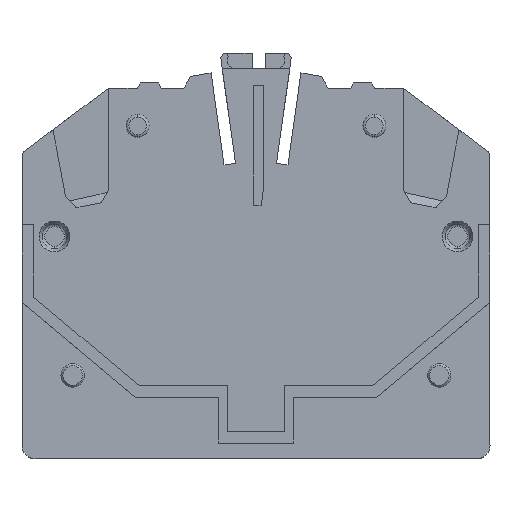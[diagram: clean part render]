
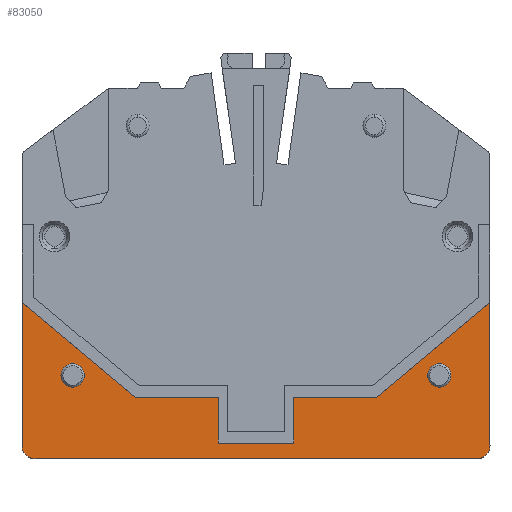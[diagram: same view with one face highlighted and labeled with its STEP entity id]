
A CAD part, top view. The second image highlights one B-rep face of the part: STEP entity #83050.
In plain terms, the highlighted face is planar.
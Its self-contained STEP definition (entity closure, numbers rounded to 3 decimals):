
#520=CARTESIAN_POINT('',(-26.838,-1.882,
-2.6));
#530=VERTEX_POINT('',#520);
#690=CARTESIAN_POINT('',(-27.838,-0.882,
-2.6));
#700=VERTEX_POINT('',#690);
#730=CARTESIAN_POINT('',(-27.838,-1.882,
-2.6));
#740=DIRECTION('',(0.,0.,-1.));
#750=DIRECTION('',(0.,-1.,0.));
#760=AXIS2_PLACEMENT_3D('',#730,#740,#750);
#770=CIRCLE('',#760,1.);
#780=EDGE_CURVE('',#700,#530,#770,.T.);
#1340=CARTESIAN_POINT('',(-27.838,-36.882,
-2.6));
#1350=VERTEX_POINT('',#1340);
#1510=CARTESIAN_POINT('',(-26.838,-35.882,
-2.6));
#1520=VERTEX_POINT('',#1510);
#1550=CARTESIAN_POINT('',(-27.838,-35.882,
-2.6));
#1560=DIRECTION('',(0.,0.,-1.));
#1570=DIRECTION('',(0.,-1.,0.));
#1580=AXIS2_PLACEMENT_3D('',#1550,#1560,#1570);
#1590=CIRCLE('',#1580,1.);
#1600=EDGE_CURVE('',#1520,#1350,#1590,.T.);
#1700=CARTESIAN_POINT('',(0.,-21.782,-2.6));
#1710=DIRECTION('',(-1.,0.,0.));
#1720=VECTOR('',#1710,1.);
#1730=LINE('',#1700,#1720);
#1740=CARTESIAN_POINT('',(-28.038,-21.782,
-2.6));
#1750=VERTEX_POINT('',#1740);
#1760=CARTESIAN_POINT('',(-31.538,-21.782,
-2.6));
#1770=VERTEX_POINT('',#1760);
#1780=EDGE_CURVE('',#1750,#1770,#1730,.T.);
#6570=CARTESIAN_POINT('',(-26.838,0.,-2.6));
#6580=DIRECTION('',(0.,1.,0.));
#6590=VECTOR('',#6580,1.);
#6600=LINE('',#6570,#6590);
#6610=EDGE_CURVE('',#1520,#530,#6600,.T.);
#7620=CARTESIAN_POINT('',(0.,-15.982,-2.6));
#7630=DIRECTION('',(1.,0.,0.));
#7640=VECTOR('',#7630,1.);
#7650=LINE('',#7620,#7640);
#7660=CARTESIAN_POINT('',(-31.538,-15.982,
-2.6));
#7670=VERTEX_POINT('',#7660);
#7680=CARTESIAN_POINT('',(-28.038,-15.982,
-2.6));
#7690=VERTEX_POINT('',#7680);
#7700=EDGE_CURVE('',#7670,#7690,#7650,.T.);
#10570=CARTESIAN_POINT('',(-28.038,0.,-2.6));
#10580=DIRECTION('',(0.,-1.,0.));
#10590=VECTOR('',#10580,1.);
#10600=LINE('',#10570,#10590);
#10610=EDGE_CURVE('',#7690,#1750,#10600,.T.);
#11950=CARTESIAN_POINT('',(-38.838,-0.882,
-2.6));
#11960=VERTEX_POINT('',#11950);
#11990=CARTESIAN_POINT('',(0.,-0.882,-2.6));
#12000=DIRECTION('',(-1.,0.,0.));
#12010=VECTOR('',#12000,1.);
#12020=LINE('',#11990,#12010);
#12030=EDGE_CURVE('',#700,#11960,#12020,.T.);
#31530=CARTESIAN_POINT('',(-31.538,-28.182,
-2.6));
#31540=VERTEX_POINT('',#31530);
#31570=CARTESIAN_POINT('',(-31.538,0.,-2.6));
#31580=DIRECTION('',(0.,1.,0.));
#31590=VECTOR('',#31580,1.);
#31600=LINE('',#31570,#31590);
#31610=EDGE_CURVE('',#31540,#1770,#31600,.T.);
#34890=CARTESIAN_POINT('',(0.,-36.882,-2.6));
#34900=DIRECTION('',(1.,0.,0.));
#34910=VECTOR('',#34900,1.);
#34920=LINE('',#34890,#34910);
#34930=CARTESIAN_POINT('',(-38.838,-36.882,
-2.6));
#34940=VERTEX_POINT('',#34930);
#34950=EDGE_CURVE('',#34940,#1350,#34920,.T.);
#37750=CARTESIAN_POINT('',(-31.538,0.,-2.6));
#37760=DIRECTION('',(0.,1.,0.));
#37770=VECTOR('',#37760,1.);
#37780=LINE('',#37750,#37770);
#37790=CARTESIAN_POINT('',(-31.538,-9.582,
-2.6));
#37800=VERTEX_POINT('',#37790);
#37810=EDGE_CURVE('',#7670,#37800,#37780,.T.);
#43990=CARTESIAN_POINT('',(-39.578,0.,-2.6));
#44000=DIRECTION('',(-0.643,0.766,
0.));
#44010=VECTOR('',#44000,1.);
#44020=LINE('',#43990,#44010);
#44030=EDGE_CURVE('',#37800,#11960,#44020,.T.);
#48960=CARTESIAN_POINT('',(-7.891,0.,-2.6));
#48970=DIRECTION('',(0.643,0.766,
0.));
#48980=VECTOR('',#48970,1.);
#48990=LINE('',#48960,#48980);
#49000=EDGE_CURVE('',#34940,#31540,#48990,.T.);
#50850=CARTESIAN_POINT('',(-32.438,-32.982,
-2.6));
#50860=VERTEX_POINT('',#50850);
#50890=CARTESIAN_POINT('',(-33.238,-32.982,
-2.6));
#50900=DIRECTION('',(0.,0.,1.));
#50910=DIRECTION('',(1.,0.,0.));
#50920=AXIS2_PLACEMENT_3D('',#50890,#50900,#50910);
#50930=CIRCLE('',#50920,0.8);
#50940=CARTESIAN_POINT('',(-34.038,-32.982,
-2.6));
#50950=VERTEX_POINT('',#50940);
#50960=EDGE_CURVE('',#50860,#50950,#50930,.T.);
#77250=CARTESIAN_POINT('',(-32.438,-4.782,
-2.6));
#77260=VERTEX_POINT('',#77250);
#77290=CARTESIAN_POINT('',(-33.238,-4.782,
-2.6));
#77300=DIRECTION('',(0.,0.,1.));
#77310=DIRECTION('',(1.,0.,0.));
#77320=AXIS2_PLACEMENT_3D('',#77290,#77300,#77310);
#77330=CIRCLE('',#77320,0.8);
#77340=CARTESIAN_POINT('',(-34.038,-4.782,
-2.6));
#77350=VERTEX_POINT('',#77340);
#77360=EDGE_CURVE('',#77260,#77350,#77330,.T.);
#82760=CARTESIAN_POINT('',(-28.609,-1.607,
-2.6));
#82770=DIRECTION('',(0.,0.,-1.));
#82780=DIRECTION('',(0.,-1.,0.));
#82790=AXIS2_PLACEMENT_3D('',#82760,#82770,#82780);
#82800=PLANE('',#82790);
#82810=ORIENTED_EDGE('',*,*,#50960,.T.);
#82820=EDGE_CURVE('',#50950,#50860,#50930,.T.);
#82830=ORIENTED_EDGE('',*,*,#82820,.T.);
#82840=EDGE_LOOP('',(#82830,#82810));
#82850=FACE_BOUND('',#82840,.T.);
#82860=ORIENTED_EDGE('',*,*,#77360,.T.);
#82870=EDGE_CURVE('',#77350,#77260,#77330,.T.);
#82880=ORIENTED_EDGE('',*,*,#82870,.T.);
#82890=EDGE_LOOP('',(#82880,#82860));
#82900=FACE_BOUND('',#82890,.T.);
#82910=ORIENTED_EDGE('',*,*,#780,.T.);
#82920=ORIENTED_EDGE('',*,*,#12030,.F.);
#82930=ORIENTED_EDGE('',*,*,#44030,.T.);
#82940=ORIENTED_EDGE('',*,*,#37810,.T.);
#82950=ORIENTED_EDGE('',*,*,#7700,.F.);
#82960=ORIENTED_EDGE('',*,*,#10610,.F.);
#82970=ORIENTED_EDGE('',*,*,#1780,.F.);
#82980=ORIENTED_EDGE('',*,*,#31610,.T.);
#82990=ORIENTED_EDGE('',*,*,#49000,.T.);
#83000=ORIENTED_EDGE('',*,*,#34950,.F.);
#83010=ORIENTED_EDGE('',*,*,#1600,.T.);
#83020=ORIENTED_EDGE('',*,*,#6610,.F.);
#83030=EDGE_LOOP('',(#83020,#83010,#83000,#82990,#82980,#82970,#82960,
#82950,#82940,#82930,#82920,#82910));
#83040=FACE_OUTER_BOUND('',#83030,.T.);
#83050=ADVANCED_FACE('',(#82850,#82900,#83040),#82800,.T.);
